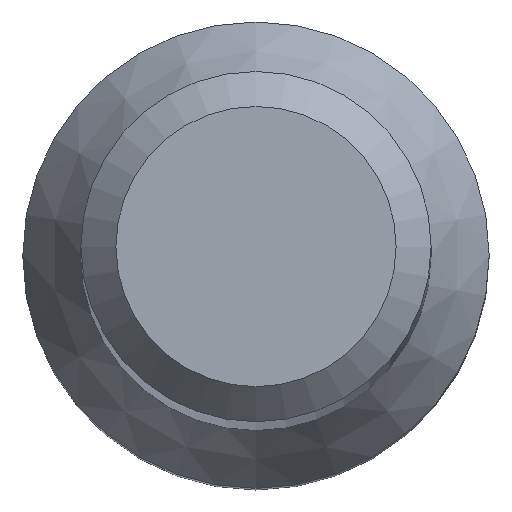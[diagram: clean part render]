
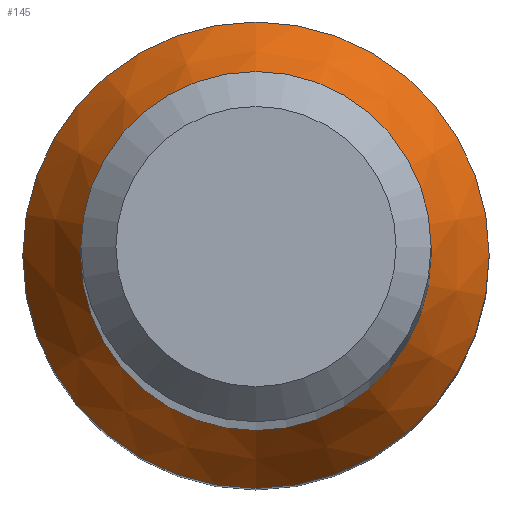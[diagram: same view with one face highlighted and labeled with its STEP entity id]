
A CAD part, top view. The second image highlights one B-rep face of the part: STEP entity #145.
In plain terms, the highlighted conical face has half-angle 30 degrees and reference radius 3.995 mm.
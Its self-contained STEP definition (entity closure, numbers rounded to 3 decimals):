
#30 = CARTESIAN_POINT ( 'NONE',  ( 0., 0., 16.268 ) ) ;
#37 = ORIENTED_EDGE ( 'NONE', *, *, #48, .T. ) ;
#47 = DIRECTION ( 'NONE',  ( 0., 0., -1. ) ) ;
#48 = EDGE_CURVE ( 'NONE', #142, #142, #65, .T. ) ;
#50 = VERTEX_POINT ( 'NONE', #125 ) ;
#65 = CIRCLE ( 'NONE', #78, 3. ) ;
#72 = DIRECTION ( 'NONE',  ( 0., 1., 0. ) ) ;
#77 = ORIENTED_EDGE ( 'NONE', *, *, #99, .F. ) ;
#78 = AXIS2_PLACEMENT_3D ( 'NONE', #176, #123, #162 ) ;
#83 = AXIS2_PLACEMENT_3D ( 'NONE', #91, #89, #72 ) ;
#89 = DIRECTION ( 'NONE',  ( 0., 0., -1. ) ) ;
#90 = FACE_BOUND ( 'NONE', #129, .T. ) ;
#91 = CARTESIAN_POINT ( 'NONE',  ( 0., 0., 16.268 ) ) ;
#99 = EDGE_CURVE ( 'NONE', #50, #50, #222, .T. ) ;
#105 = DIRECTION ( 'NONE',  ( 0., 1., 0. ) ) ;
#106 = FACE_OUTER_BOUND ( 'NONE', #240, .T. ) ;
#123 = DIRECTION ( 'NONE',  ( 0., 0., -1. ) ) ;
#125 = CARTESIAN_POINT ( 'NONE',  ( 0., 3.995, 16.268 ) ) ;
#129 = EDGE_LOOP ( 'NONE', ( #37 ) ) ;
#140 = CONICAL_SURFACE ( 'NONE', #83, 3.995, 0.524 ) ;
#142 = VERTEX_POINT ( 'NONE', #213 ) ;
#145 = ADVANCED_FACE ( 'NONE', ( #90, #106 ), #140, .T. ) ;
#162 = DIRECTION ( 'NONE',  ( 0., 1., 0. ) ) ;
#176 = CARTESIAN_POINT ( 'NONE',  ( 0., 0., 17.992 ) ) ;
#213 = CARTESIAN_POINT ( 'NONE',  ( 0., 3., 17.992 ) ) ;
#222 = CIRCLE ( 'NONE', #235, 3.995 ) ;
#235 = AXIS2_PLACEMENT_3D ( 'NONE', #30, #47, #105 ) ;
#240 = EDGE_LOOP ( 'NONE', ( #77 ) ) ;
